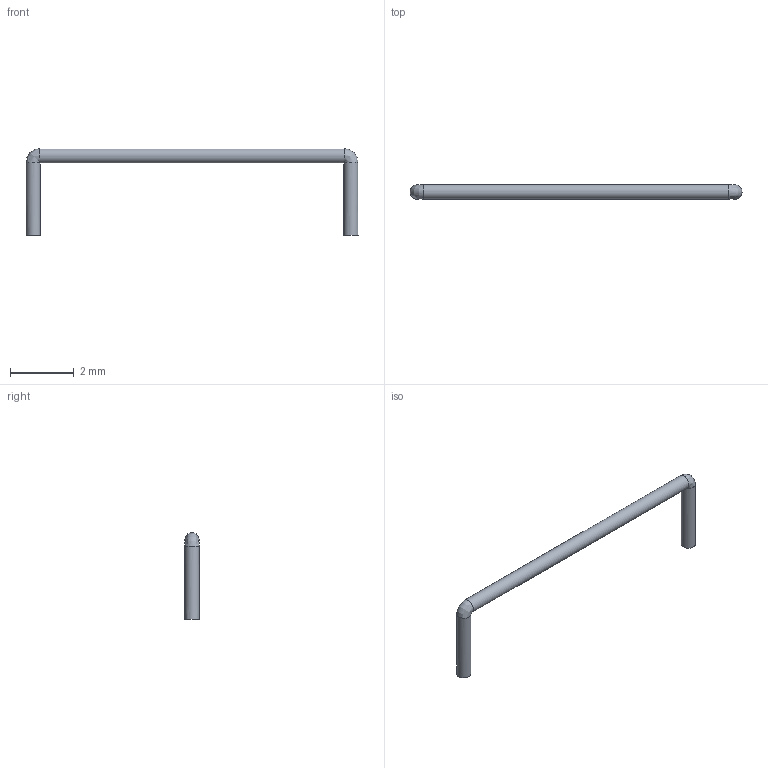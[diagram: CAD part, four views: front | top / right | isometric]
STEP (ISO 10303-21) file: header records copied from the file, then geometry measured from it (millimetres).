
FILE_DESCRIPTION(/* description */ (''),/* implementation_level */ '2;1');
FILE_NAME(/* name */ 'Jumper Wire 10mm.step',/* time_stamp */ '2024-10-26T15:28:00+06:00',/* author */ (''),/* organization */ (''),/* preprocessor_version */ 'ST-DEVELOPER v20',/* originating_system */ 'Autodesk Translation Framework v13.20.0.188',/* authorisation */ '');
FILE_SCHEMA (('AUTOMOTIVE_DESIGN { 1 0 10303 214 3 1 1 }'));
Length unit declared in the file: millimetre
Products named in the file (1): (Unsaved)
Bounding box: 10.45 x 0.45 x 2.72 mm (x, y, z)
Volume: 2.4 mm3; surface area: 21.3 mm2
Topology: 1 solids, 1 shells, 7 faces, 17 edges, 8 vertices
Faces by surface type: cylinder 3, plane 2, bspline 2
Full cylindrical faces by diameter (mm): 0.45 x3
Entity records: 258 total; most frequent: CARTESIAN_POINT 81, DIRECTION 35, ORIENTED_EDGE 26, AXIS2_PLACEMENT_3D 16, EDGE_CURVE 13, VERTEX_POINT 8, FACE_OUTER_BOUND 7, EDGE_LOOP 7
